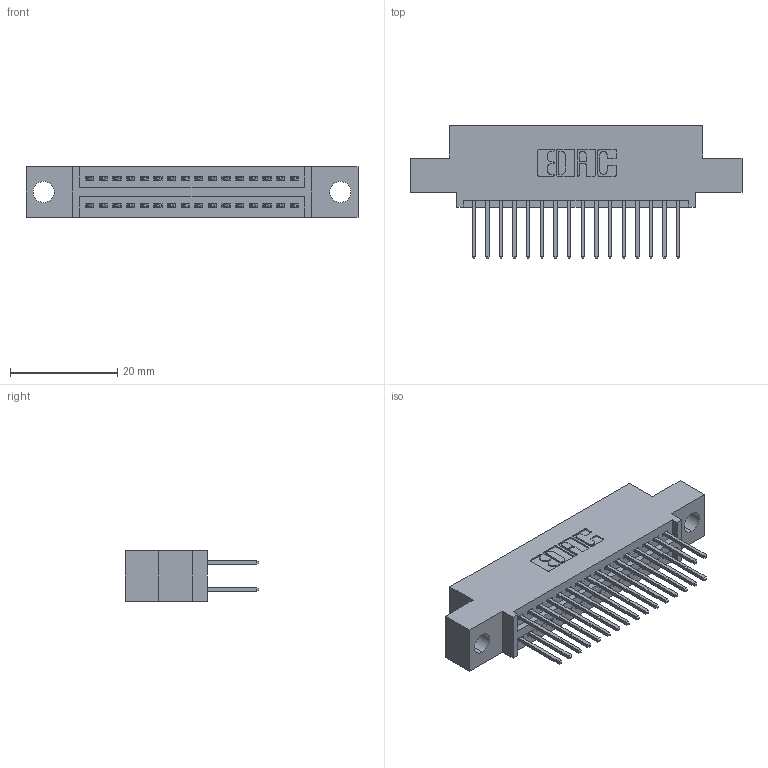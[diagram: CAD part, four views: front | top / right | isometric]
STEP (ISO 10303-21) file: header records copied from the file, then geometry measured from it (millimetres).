
FILE_DESCRIPTION (( 'STEP AP203' ), '1' );
FILE_NAME ('395-032-523-504.STEP', '2021-06-16T20:24:01', ( '' ), ( '' ), 'SwSTEP 2.0', 'SolidWorks 2020', '' );
FILE_SCHEMA (( 'CONFIG_CONTROL_DESIGN' ));
Length unit declared in the file: inch
Products named in the file (3): 395-032-523-504; 345 Part_0.110 Offset - 0.156 Dia-TI; 345-292-001_345-293-123
Assembly tree (33 placements, depth 2):
  395-032-523-504
    345 Part_0.110 Offset - 0.156 Dia-TI
    345-292-001_345-293-123  x32
Bounding box: 61.85 x 24.82 x 9.4 mm (x, y, z)
Volume: 5653 mm3; surface area: 8091.2 mm2
Topology: 33 solids, 33 shells, 1744 faces, 5157 edges, 3394 vertices
Faces by surface type: plane 1154, cylinder 590
Entity records: 16623 total; most frequent: CARTESIAN_POINT 2818, ORIENTED_EDGE 2750, DIRECTION 2515, EDGE_CURVE 1375, LINE 1179, VECTOR 1179, VERTEX_POINT 914, AXIS2_PLACEMENT_3D 668
